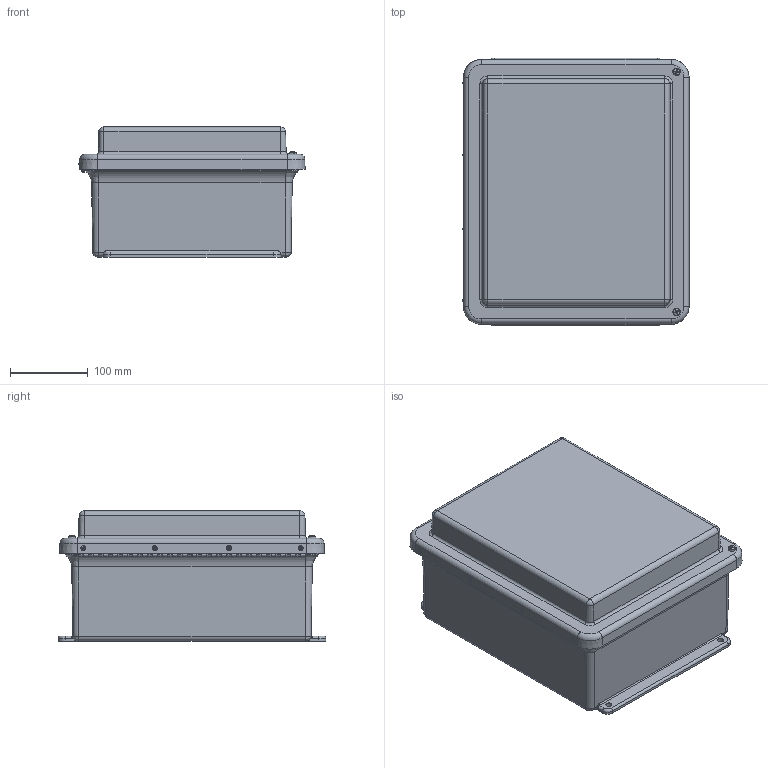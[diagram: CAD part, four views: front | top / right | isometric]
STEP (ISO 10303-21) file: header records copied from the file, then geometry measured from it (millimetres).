
FILE_DESCRIPTION(/* description */ (''),/* implementation_level */ '2;1');
FILE_NAME(/* name */ 'HW-RHJ121006CHSC.stp',/* time_stamp */ '2014-04-03T12:58:57-05:00',/* author */ ('jtigges'),/* organization */ (''),/* preprocessor_version */ 'ST-DEVELOPER v15.2',/* originating_system */ 'Autodesk Inventor 2014',/* authorisation */ '');
FILE_SCHEMA (('AUTOMOTIVE_DESIGN { 1 0 10303 214 3 1 1 }'));
Length unit declared in the file: inch
Products named in the file (18): J1210HW_3; RMINS45821P_185; RMINS45821P_186; RMINS45821P_187; RMINS45821P_188; RMINS45821P_189; RMINS45821P_190; J1210BHW; RMHINGCOV11; RMHINGPIN11; RMHINGBOX11; RMHING11; RJ1210HWCVR; GASKET_1210; WP1210HWU; RMSC10X063PHCPH; RMRIV43; RJ1210HW_STP
Bounding box: 290.94 x 344.49 x 167.33 mm (x, y, z)
Volume: 1499812.8 mm3; surface area: 823677.9 mm2
Topology: 22 solids, 22 shells, 858 faces, 2157 edges, 1371 vertices
Faces by surface type: cylinder 323, plane 306, cone 137, torus 48, bspline 40, sphere 4
Full cylindrical faces by diameter (mm): 2.159 x47, 3.175 x8, 3.327 x8, 3.556 x8, 3.683 x2, 3.861 x5, 3.962 x7, 3.967 x40, 4.826 x40, 5.537 x4, 6.35 x8, 6.858 x6
Entity records: 22489 total; most frequent: CARTESIAN_POINT 5220, DIRECTION 3722, ORIENTED_EDGE 3164, EDGE_CURVE 1582, AXIS2_PLACEMENT_3D 1464, VERTEX_POINT 1102, EDGE_LOOP 1052, LINE 794
